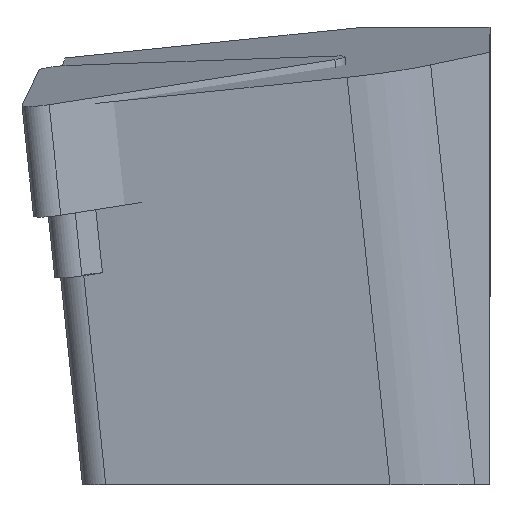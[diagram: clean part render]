
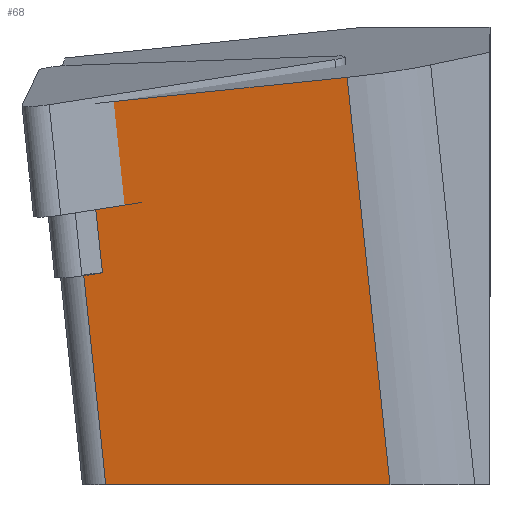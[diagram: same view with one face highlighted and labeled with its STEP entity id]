
A CAD part, left-side view. The second image highlights one B-rep face of the part: STEP entity #68.
In plain terms, the highlighted planar face has unit normal (-0.995, 0, -0.105).
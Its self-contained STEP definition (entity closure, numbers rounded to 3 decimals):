
#68=ADVANCED_FACE('',(#130),#102,.F.);
#102=PLANE('',#690);
#130=FACE_OUTER_BOUND('',#165,.T.);
#165=EDGE_LOOP('',(#405,#406,#407,#408,#409,#410,#411));
#189=LINE('',#912,#261);
#204=LINE('',#948,#276);
#209=LINE('',#962,#281);
#227=LINE('',#996,#299);
#228=LINE('',#998,#300);
#229=LINE('',#999,#301);
#230=LINE('',#1001,#302);
#261=VECTOR('',#732,1.);
#276=VECTOR('',#757,1.);
#281=VECTOR('',#768,1.);
#299=VECTOR('',#804,1.);
#300=VECTOR('',#805,1.);
#301=VECTOR('',#806,1.);
#302=VECTOR('',#807,1.);
#405=ORIENTED_EDGE('',*,*,#612,.F.);
#406=ORIENTED_EDGE('',*,*,#588,.F.);
#407=ORIENTED_EDGE('',*,*,#594,.F.);
#408=ORIENTED_EDGE('',*,*,#613,.T.);
#409=ORIENTED_EDGE('',*,*,#570,.F.);
#410=ORIENTED_EDGE('',*,*,#614,.T.);
#411=ORIENTED_EDGE('',*,*,#615,.T.);
#512=VERTEX_POINT('',#911);
#513=VERTEX_POINT('',#913);
#527=VERTEX_POINT('',#945);
#528=VERTEX_POINT('',#947);
#534=VERTEX_POINT('',#961);
#542=VERTEX_POINT('',#997);
#543=VERTEX_POINT('',#1000);
#570=EDGE_CURVE('',#512,#513,#189,.T.);
#588=EDGE_CURVE('',#528,#527,#204,.T.);
#594=EDGE_CURVE('',#534,#528,#209,.T.);
#612=EDGE_CURVE('',#527,#542,#227,.T.);
#613=EDGE_CURVE('',#534,#513,#228,.T.);
#614=EDGE_CURVE('',#512,#543,#229,.T.);
#615=EDGE_CURVE('',#543,#542,#230,.T.);
#690=AXIS2_PLACEMENT_3D('',#1002,#808,#809);
#732=DIRECTION('',(-0.011,-0.995,0.103));
#757=DIRECTION('',(-0.105,0.104,0.989));
#768=DIRECTION('',(0.,1.,0.));
#804=DIRECTION('',(-0.011,-0.995,0.103));
#805=DIRECTION('',(-0.105,0.104,0.989));
#806=DIRECTION('',(0.105,-0.104,-0.989));
#807=DIRECTION('',(0.105,-0.104,-0.989));
#808=DIRECTION('',(0.994,0.,0.105));
#809=DIRECTION('',(0.105,0.,-0.994));
#911=CARTESIAN_POINT('',(2.012,17.256,0.198));
#912=CARTESIAN_POINT('',(2.02,18.056,0.115));
#913=CARTESIAN_POINT('',(1.889,6.083,1.359));
#945=CARTESIAN_POINT('',(2.777,17.303,-7.046));
#947=CARTESIAN_POINT('',(3.723,16.362,-16.));
#948=CARTESIAN_POINT('',(7.216,12.889,-49.042));
#961=CARTESIAN_POINT('',(3.724,4.258,-16.));
#962=CARTESIAN_POINT('',(3.724,12.889,-16.));
#996=CARTESIAN_POINT('',(2.777,17.303,-7.046));
#997=CARTESIAN_POINT('',(2.768,16.503,-6.963));
#998=CARTESIAN_POINT('',(7.084,0.916,-47.798));
#999=CARTESIAN_POINT('',(-5.034,24.263,66.867));
#1000=CARTESIAN_POINT('',(2.478,16.792,-4.214));
#1001=CARTESIAN_POINT('',(-5.034,24.263,66.867));
#1002=CARTESIAN_POINT('',(7.216,12.889,-49.042));
